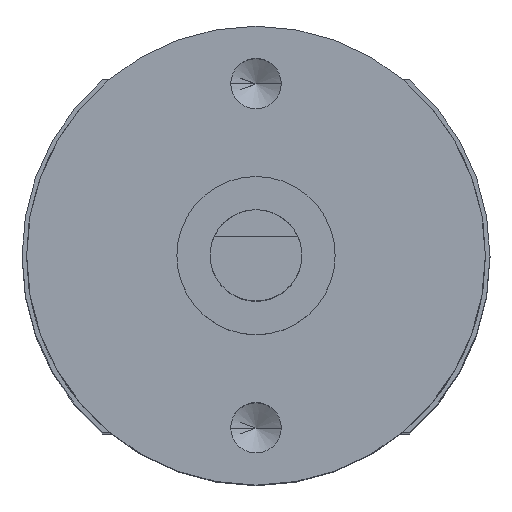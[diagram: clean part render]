
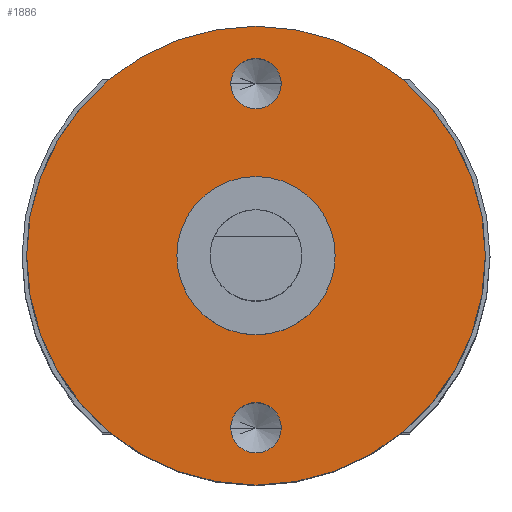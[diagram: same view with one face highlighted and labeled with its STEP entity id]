
A CAD part, top view. The second image highlights one B-rep face of the part: STEP entity #1886.
In plain terms, the highlighted planar face has unit normal (0, 0, 1).
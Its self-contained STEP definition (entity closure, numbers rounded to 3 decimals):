
#124 = CARTESIAN_POINT ( 'NONE',  ( 3.45, 0., 47.25 ) ) ;
#128 = ORIENTED_EDGE ( 'NONE', *, *, #1684, .T. ) ;
#164 = EDGE_CURVE ( 'NONE', #5772, #822, #2345, .T. ) ;
#242 = FACE_BOUND ( 'NONE', #1000, .T. ) ;
#285 = CARTESIAN_POINT ( 'NONE',  ( 0., 0., 47.25 ) ) ;
#311 = CARTESIAN_POINT ( 'NONE',  ( 0., 0., 47.25 ) ) ;
#342 = DIRECTION ( 'NONE',  ( -1., 0., 0. ) ) ;
#376 = CIRCLE ( 'NONE', #1144, 10. ) ;
#386 = DIRECTION ( 'NONE',  ( 1., 0., 0. ) ) ;
#402 = DIRECTION ( 'NONE',  ( -1., 0., 0. ) ) ;
#517 = CARTESIAN_POINT ( 'NONE',  ( 0., 0., 47.25 ) ) ;
#557 = DIRECTION ( 'NONE',  ( 1., 0., 0. ) ) ;
#674 = CIRCLE ( 'NONE', #5093, 1.1 ) ;
#753 = EDGE_CURVE ( 'NONE', #4128, #3318, #674, .T. ) ;
#802 = ORIENTED_EDGE ( 'NONE', *, *, #1964, .T. ) ;
#821 = CARTESIAN_POINT ( 'NONE',  ( 1.1, 7.5, 47.25 ) ) ;
#822 = VERTEX_POINT ( 'NONE', #2383 ) ;
#897 = EDGE_CURVE ( 'NONE', #5478, #5531, #4535, .T. ) ;
#1000 = EDGE_LOOP ( 'NONE', ( #1117, #802 ) ) ;
#1005 = AXIS2_PLACEMENT_3D ( 'NONE', #517, #2218, #386 ) ;
#1040 = AXIS2_PLACEMENT_3D ( 'NONE', #4047, #5882, #5364 ) ;
#1065 = DIRECTION ( 'NONE',  ( 1., 0., 0. ) ) ;
#1117 = ORIENTED_EDGE ( 'NONE', *, *, #4622, .T. ) ;
#1144 = AXIS2_PLACEMENT_3D ( 'NONE', #285, #3037, #342 ) ;
#1379 = VERTEX_POINT ( 'NONE', #3729 ) ;
#1471 = CIRCLE ( 'NONE', #3578, 3.45 ) ;
#1572 = EDGE_CURVE ( 'NONE', #5531, #5478, #376, .T. ) ;
#1620 = PLANE ( 'NONE',  #1005 ) ;
#1647 = FACE_BOUND ( 'NONE', #3839, .T. ) ;
#1684 = EDGE_CURVE ( 'NONE', #822, #5772, #1471, .T. ) ;
#1714 = ORIENTED_EDGE ( 'NONE', *, *, #1572, .T. ) ;
#1731 = DIRECTION ( 'NONE',  ( 1., 0., 0. ) ) ;
#1886 = ADVANCED_FACE ( 'NONE', ( #2103, #242, #1647, #2075 ), #1620, .T. ) ;
#1964 = EDGE_CURVE ( 'NONE', #5381, #1379, #3599, .T. ) ;
#1975 = CARTESIAN_POINT ( 'NONE',  ( 0., 7.5, 47.25 ) ) ;
#2057 = CARTESIAN_POINT ( 'NONE',  ( 0., -7.5, 47.25 ) ) ;
#2075 = FACE_BOUND ( 'NONE', #3120, .T. ) ;
#2103 = FACE_OUTER_BOUND ( 'NONE', #2232, .T. ) ;
#2112 = DIRECTION ( 'NONE',  ( 0., 0., 1. ) ) ;
#2185 = AXIS2_PLACEMENT_3D ( 'NONE', #1975, #3809, #2450 ) ;
#2218 = DIRECTION ( 'NONE',  ( 0., 0., 1. ) ) ;
#2232 = EDGE_LOOP ( 'NONE', ( #3647, #1714 ) ) ;
#2345 = CIRCLE ( 'NONE', #1040, 3.45 ) ;
#2383 = CARTESIAN_POINT ( 'NONE',  ( -3.45, 0., 47.25 ) ) ;
#2450 = DIRECTION ( 'NONE',  ( 1., 0., 0. ) ) ;
#2564 = CIRCLE ( 'NONE', #2185, 1.1 ) ;
#2898 = CARTESIAN_POINT ( 'NONE',  ( -1.1, -7.5, 47.25 ) ) ;
#2957 = CARTESIAN_POINT ( 'NONE',  ( -10., 0., 47.25 ) ) ;
#3037 = DIRECTION ( 'NONE',  ( 0., 0., 1. ) ) ;
#3120 = EDGE_LOOP ( 'NONE', ( #128, #5946 ) ) ;
#3318 = VERTEX_POINT ( 'NONE', #4542 ) ;
#3346 = AXIS2_PLACEMENT_3D ( 'NONE', #2057, #3414, #557 ) ;
#3414 = DIRECTION ( 'NONE',  ( 0., 0., -1. ) ) ;
#3578 = AXIS2_PLACEMENT_3D ( 'NONE', #4101, #5483, #402 ) ;
#3599 = CIRCLE ( 'NONE', #3889, 1.1 ) ;
#3647 = ORIENTED_EDGE ( 'NONE', *, *, #897, .T. ) ;
#3729 = CARTESIAN_POINT ( 'NONE',  ( 1.1, -7.5, 47.25 ) ) ;
#3803 = CARTESIAN_POINT ( 'NONE',  ( 0., 7.5, 47.25 ) ) ;
#3809 = DIRECTION ( 'NONE',  ( 0., 0., -1. ) ) ;
#3839 = EDGE_LOOP ( 'NONE', ( #5131, #4379 ) ) ;
#3876 = EDGE_CURVE ( 'NONE', #3318, #4128, #2564, .T. ) ;
#3889 = AXIS2_PLACEMENT_3D ( 'NONE', #5855, #5800, #1731 ) ;
#4031 = CARTESIAN_POINT ( 'NONE',  ( 10., 0., 47.25 ) ) ;
#4047 = CARTESIAN_POINT ( 'NONE',  ( 0., 0., 47.25 ) ) ;
#4101 = CARTESIAN_POINT ( 'NONE',  ( 0., 0., 47.25 ) ) ;
#4128 = VERTEX_POINT ( 'NONE', #821 ) ;
#4379 = ORIENTED_EDGE ( 'NONE', *, *, #3876, .T. ) ;
#4397 = CIRCLE ( 'NONE', #3346, 1.1 ) ;
#4535 = CIRCLE ( 'NONE', #5015, 10. ) ;
#4542 = CARTESIAN_POINT ( 'NONE',  ( -1.1, 7.5, 47.25 ) ) ;
#4622 = EDGE_CURVE ( 'NONE', #1379, #5381, #4397, .T. ) ;
#5015 = AXIS2_PLACEMENT_3D ( 'NONE', #311, #2112, #5838 ) ;
#5093 = AXIS2_PLACEMENT_3D ( 'NONE', #3803, #5119, #1065 ) ;
#5119 = DIRECTION ( 'NONE',  ( 0., 0., -1. ) ) ;
#5131 = ORIENTED_EDGE ( 'NONE', *, *, #753, .T. ) ;
#5364 = DIRECTION ( 'NONE',  ( -1., 0., 0. ) ) ;
#5381 = VERTEX_POINT ( 'NONE', #2898 ) ;
#5478 = VERTEX_POINT ( 'NONE', #2957 ) ;
#5483 = DIRECTION ( 'NONE',  ( 0., 0., -1. ) ) ;
#5531 = VERTEX_POINT ( 'NONE', #4031 ) ;
#5772 = VERTEX_POINT ( 'NONE', #124 ) ;
#5800 = DIRECTION ( 'NONE',  ( 0., 0., -1. ) ) ;
#5838 = DIRECTION ( 'NONE',  ( -1., 0., 0. ) ) ;
#5855 = CARTESIAN_POINT ( 'NONE',  ( 0., -7.5, 47.25 ) ) ;
#5882 = DIRECTION ( 'NONE',  ( 0., 0., -1. ) ) ;
#5946 = ORIENTED_EDGE ( 'NONE', *, *, #164, .T. ) ;
